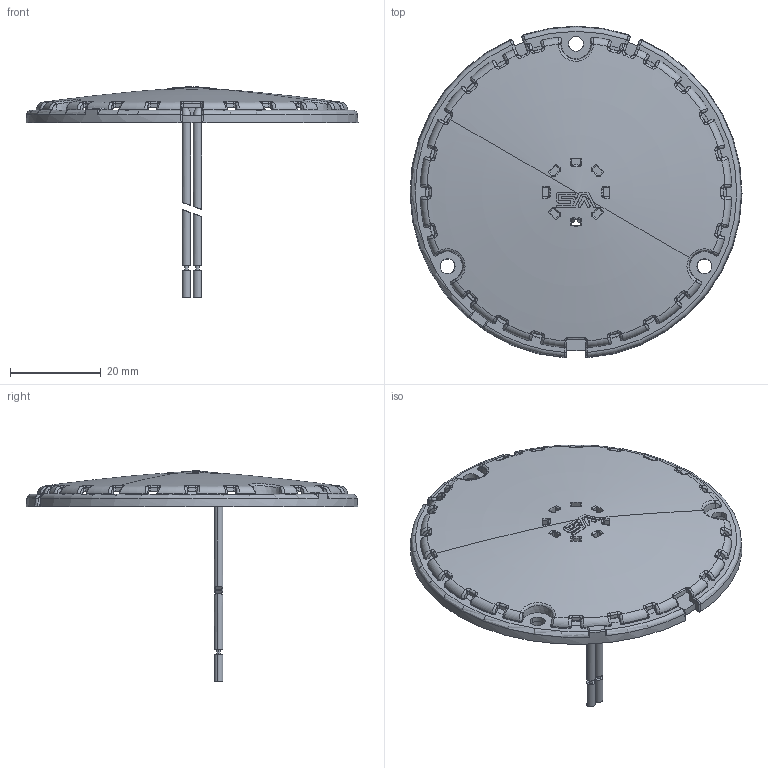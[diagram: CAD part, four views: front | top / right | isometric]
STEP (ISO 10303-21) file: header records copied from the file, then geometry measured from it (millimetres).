
FILE_DESCRIPTION(('Creo Elements/Direct Modeling STEP Export'),'2;1');
FILE_NAME('READYLINE_C07_EU_POST.stp','2017-06-22T13:24:44',(''),(''),'Creo Elements/Direct Modeling STEP processor for AP214 (Solid Model)','Creo Elements/Direct Modeling 19.0F 14-Feb-2017 (C) Parametric Technology GmbH','');
FILE_SCHEMA(('AUTOMOTIVE_DESIGN { 1 0 10303 214 1 1 1 1 }'));
Products named in the file (6): DIFFUSORE; CAVO_1.1.1; CAVO_1.1.1.1; CAVO_2; CAVO_2.1; READYLINE_C07_EU_POST
Assembly tree (5 placements, depth 2):
  READYLINE_C07_EU_POST
    CAVO_2.1
    CAVO_2
    CAVO_1.1.1.1
    CAVO_1.1.1
    DIFFUSORE
Bounding box: 73.27 x 73.19 x 46.53 mm (x, y, z)
Volume: 12785 mm3; surface area: 17936.5 mm2
Topology: 5 solids, 11 shells, 845 faces, 2294 edges, 1404 vertices
Faces by surface type: bspline 362, plane 178, cylinder 164, torus 77, cone 55, sphere 9
Entity records: 63012 total; most frequent: CARTESIAN_POINT 46274, ORIENTED_EDGE 4534, EDGE_CURVE 2267, DIRECTION 2021, VERTEX_POINT 1404, B_SPLINE_CURVE_WITH_KNOTS 974, EDGE_LOOP 873, FACE_OUTER_BOUND 845
